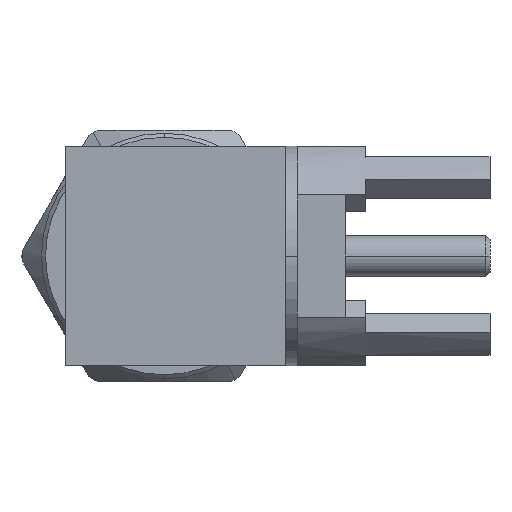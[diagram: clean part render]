
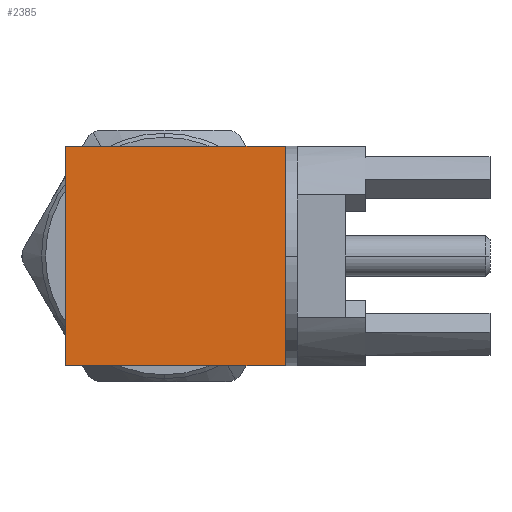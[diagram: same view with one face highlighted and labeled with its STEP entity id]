
A CAD part, front view. The second image highlights one B-rep face of the part: STEP entity #2385.
In plain terms, the highlighted planar face has unit normal (0, -1, 0).
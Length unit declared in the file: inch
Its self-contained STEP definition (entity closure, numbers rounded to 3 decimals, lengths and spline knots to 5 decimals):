
#157 = EDGE_CURVE ( 'NONE', #1187, #1910, #3001, .T. ) ;
#165 = CARTESIAN_POINT ( 'NONE',  ( 0.15031, -0.13628, -0.1365 ) ) ;
#168 = VERTEX_POINT ( 'NONE', #5171 ) ;
#488 = VECTOR ( 'NONE', #1943, 39.37008 ) ;
#690 = DIRECTION ( 'NONE',  ( 0., 1., 0. ) ) ;
#811 = LINE ( 'NONE', #1830, #5648 ) ;
#909 = CARTESIAN_POINT ( 'NONE',  ( -0.12269, -0.13628, -0.1365 ) ) ;
#1055 = VECTOR ( 'NONE', #5275, 39.37008 ) ;
#1155 = DIRECTION ( 'NONE',  ( 0., 0., 1. ) ) ;
#1157 = CARTESIAN_POINT ( 'NONE',  ( 0.15031, -0.13628, 0.1365 ) ) ;
#1172 = EDGE_CURVE ( 'NONE', #3338, #1910, #4433, .T. ) ;
#1187 = VERTEX_POINT ( 'NONE', #3533 ) ;
#1194 = ORIENTED_EDGE ( 'NONE', *, *, #1770, .F. ) ;
#1383 = CARTESIAN_POINT ( 'NONE',  ( 0.15031, -0.13628, -0.01101 ) ) ;
#1536 = EDGE_LOOP ( 'NONE', ( #4059, #4728, #1194, #1719, #2429, #5824 ) ) ;
#1601 = LINE ( 'NONE', #4227, #488 ) ;
#1719 = ORIENTED_EDGE ( 'NONE', *, *, #5063, .F. ) ;
#1721 = LINE ( 'NONE', #4402, #1055 ) ;
#1770 = EDGE_CURVE ( 'NONE', #4525, #3338, #1601, .T. ) ;
#1830 = CARTESIAN_POINT ( 'NONE',  ( -0.12269, -0.13628, 0.1365 ) ) ;
#1910 = VERTEX_POINT ( 'NONE', #165 ) ;
#1943 = DIRECTION ( 'NONE',  ( 0., 0., -1. ) ) ;
#2260 = CARTESIAN_POINT ( 'NONE',  ( 0.15031, -0.13628, 0.1365 ) ) ;
#2315 = VECTOR ( 'NONE', #3647, 39.37008 ) ;
#2385 = ADVANCED_FACE ( 'NONE', ( #6019 ), #3495, .F. ) ;
#2429 = ORIENTED_EDGE ( 'NONE', *, *, #5151, .F. ) ;
#2458 = DIRECTION ( 'NONE',  ( 0., 0., -1. ) ) ;
#2850 = VERTEX_POINT ( 'NONE', #5459 ) ;
#3001 = LINE ( 'NONE', #909, #5385 ) ;
#3047 = DIRECTION ( 'NONE',  ( 0., 0., -1. ) ) ;
#3338 = VERTEX_POINT ( 'NONE', #1383 ) ;
#3495 = PLANE ( 'NONE',  #5035 ) ;
#3533 = CARTESIAN_POINT ( 'NONE',  ( -0.12269, -0.13628, -0.1365 ) ) ;
#3647 = DIRECTION ( 'NONE',  ( 0., 0., -1. ) ) ;
#3931 = VECTOR ( 'NONE', #3047, 39.37008 ) ;
#4059 = ORIENTED_EDGE ( 'NONE', *, *, #157, .T. ) ;
#4227 = CARTESIAN_POINT ( 'NONE',  ( 0.15031, -0.13628, 0.1365 ) ) ;
#4402 = CARTESIAN_POINT ( 'NONE',  ( -0.12269, -0.13628, 0.1365 ) ) ;
#4433 = LINE ( 'NONE', #1157, #3931 ) ;
#4525 = VERTEX_POINT ( 'NONE', #4783 ) ;
#4626 = DIRECTION ( 'NONE',  ( 1., 0., 0. ) ) ;
#4728 = ORIENTED_EDGE ( 'NONE', *, *, #1172, .F. ) ;
#4783 = CARTESIAN_POINT ( 'NONE',  ( 0.15031, -0.13628, 0.01101 ) ) ;
#5035 = AXIS2_PLACEMENT_3D ( 'NONE', #5786, #690, #1155 ) ;
#5063 = EDGE_CURVE ( 'NONE', #168, #4525, #5927, .T. ) ;
#5096 = EDGE_CURVE ( 'NONE', #2850, #1187, #811, .T. ) ;
#5151 = EDGE_CURVE ( 'NONE', #2850, #168, #1721, .T. ) ;
#5171 = CARTESIAN_POINT ( 'NONE',  ( 0.15031, -0.13628, 0.1365 ) ) ;
#5275 = DIRECTION ( 'NONE',  ( 1., 0., 0. ) ) ;
#5385 = VECTOR ( 'NONE', #4626, 39.37008 ) ;
#5459 = CARTESIAN_POINT ( 'NONE',  ( -0.12269, -0.13628, 0.1365 ) ) ;
#5648 = VECTOR ( 'NONE', #2458, 39.37008 ) ;
#5786 = CARTESIAN_POINT ( 'NONE',  ( -0.12269, -0.13628, 0.1365 ) ) ;
#5824 = ORIENTED_EDGE ( 'NONE', *, *, #5096, .T. ) ;
#5927 = LINE ( 'NONE', #2260, #2315 ) ;
#6019 = FACE_OUTER_BOUND ( 'NONE', #1536, .T. ) ;
